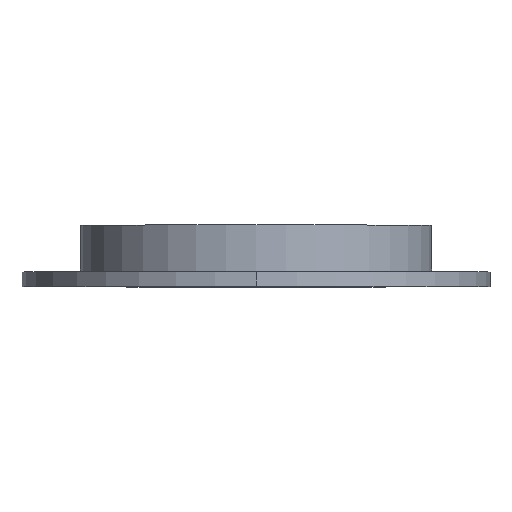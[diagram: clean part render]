
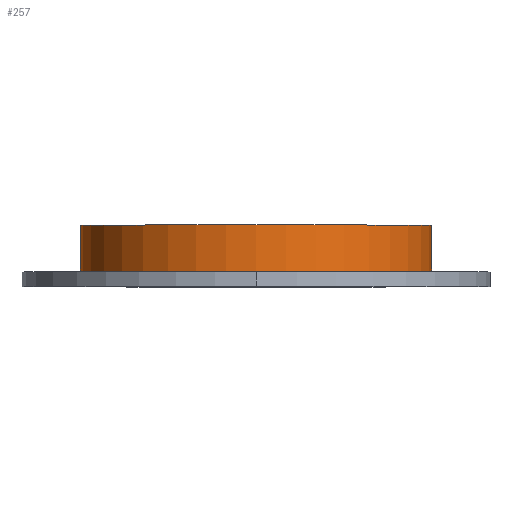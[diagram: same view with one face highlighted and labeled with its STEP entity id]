
A CAD part, top view. The second image highlights one B-rep face of the part: STEP entity #257.
In plain terms, the highlighted cylindrical face has radius 60 mm (diameter 120 mm), a partial arc.
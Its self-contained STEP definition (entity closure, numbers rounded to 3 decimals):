
#114=CARTESIAN_POINT('Axis2P3D Location',(0.,16.,0.)) ;
#118=CARTESIAN_POINT('Vertex',(-60.,16.,0.)) ;
#120=CARTESIAN_POINT('Vertex',(60.,16.,0.)) ;
#227=CARTESIAN_POINT('Axis2P3D Location',(0.,8.,0.)) ;
#232=CARTESIAN_POINT('Line Origine',(-60.,8.,0.)) ;
#236=CARTESIAN_POINT('Vertex',(-60.,0.,0.)) ;
#239=CARTESIAN_POINT('Axis2P3D Location',(0.,0.,0.)) ;
#243=CARTESIAN_POINT('Vertex',(60.,0.,0.)) ;
#246=CARTESIAN_POINT('Line Origine',(60.,8.,0.)) ;
#115=DIRECTION('Axis2P3D Direction',(0.,1.,-0.)) ;
#228=DIRECTION('Axis2P3D Direction',(0.,1.,-0.)) ;
#229=DIRECTION('Axis2P3D XDirection',(-1.,0.,0.)) ;
#233=DIRECTION('Vector Direction',(0.,1.,0.)) ;
#240=DIRECTION('Axis2P3D Direction',(0.,1.,-0.)) ;
#247=DIRECTION('Vector Direction',(0.,1.,0.)) ;
#116=AXIS2_PLACEMENT_3D('Circle Axis2P3D',#114,#115,$) ;
#230=AXIS2_PLACEMENT_3D('Cylinder Axis2P3D',#227,#228,#229) ;
#241=AXIS2_PLACEMENT_3D('Circle Axis2P3D',#239,#240,$) ;
#252=ORIENTED_EDGE('',*,*,#238,.F.) ;
#253=ORIENTED_EDGE('',*,*,#245,.T.) ;
#254=ORIENTED_EDGE('',*,*,#250,.T.) ;
#255=ORIENTED_EDGE('',*,*,#122,.F.) ;
#234=VECTOR('Line Direction',#233,1.) ;
#248=VECTOR('Line Direction',#247,1.) ;
#257=ADVANCED_FACE('PartBody',(#256),#231,.T.) ;
#117=CIRCLE('generated circle',#116,60.) ;
#242=CIRCLE('generated circle',#241,60.) ;
#231=CYLINDRICAL_SURFACE('generated cylinder',#230,60.) ;
#122=EDGE_CURVE('',#119,#121,#117,.T.) ;
#238=EDGE_CURVE('',#237,#119,#235,.T.) ;
#245=EDGE_CURVE('',#237,#244,#242,.T.) ;
#250=EDGE_CURVE('',#244,#121,#249,.T.) ;
#251=EDGE_LOOP('',(#252,#253,#254,#255)) ;
#256=FACE_OUTER_BOUND('',#251,.T.) ;
#235=LINE('Line',#232,#234) ;
#249=LINE('Line',#246,#248) ;
#119=VERTEX_POINT('',#118) ;
#121=VERTEX_POINT('',#120) ;
#237=VERTEX_POINT('',#236) ;
#244=VERTEX_POINT('',#243) ;
